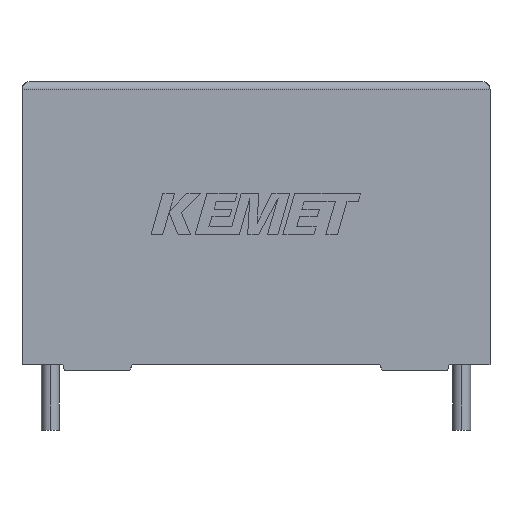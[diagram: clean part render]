
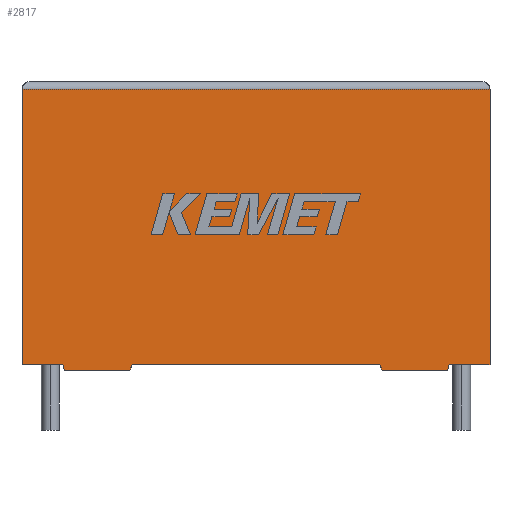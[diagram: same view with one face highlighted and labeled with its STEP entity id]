
A CAD part, top view. The second image highlights one B-rep face of the part: STEP entity #2817.
In plain terms, the highlighted planar face has unit normal (0, 0, 1).
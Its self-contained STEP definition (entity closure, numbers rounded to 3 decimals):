
#2 = VECTOR ( 'NONE', #2055, 1000. ) ;
#23 = VERTEX_POINT ( 'NONE', #2421 ) ;
#25 = DIRECTION ( 'NONE',  ( 0., -1., 0. ) ) ;
#43 = CARTESIAN_POINT ( 'NONE',  ( 0., 0., 9.3 ) ) ;
#62 = EDGE_LOOP ( 'NONE', ( #637, #2175, #1607, #2470, #3201, #1468, #2251, #3239, #1747, #1002, #3241, #1835 ) ) ;
#90 = CARTESIAN_POINT ( 'NONE',  ( 2.864, -0.386, 9.3 ) ) ;
#119 = VECTOR ( 'NONE', #2091, 1000. ) ;
#125 = CARTESIAN_POINT ( 'NONE',  ( 2.714, 0., 9.3 ) ) ;
#230 = VECTOR ( 'NONE', #3021, 1000. ) ;
#251 = EDGE_CURVE ( 'NONE', #1117, #1480, #2429, .T. ) ;
#265 = CARTESIAN_POINT ( 'NONE',  ( 2.864, -0.386, 9.3 ) ) ;
#266 = LINE ( 'NONE', #2033, #2 ) ;
#268 = CARTESIAN_POINT ( 'NONE',  ( 0., 0., 9.3 ) ) ;
#363 = DIRECTION ( 'NONE',  ( 1., 0., 0. ) ) ;
#381 = LINE ( 'NONE', #1506, #2971 ) ;
#390 = AXIS2_PLACEMENT_3D ( 'NONE', #531, #1290, #2290 ) ;
#391 = VERTEX_POINT ( 'NONE', #2377 ) ;
#424 = VECTOR ( 'NONE', #2315, 1000. ) ;
#469 = LINE ( 'NONE', #90, #1180 ) ;
#471 = VECTOR ( 'NONE', #1811, 1000. ) ;
#477 = DIRECTION ( 'NONE',  ( 1., 0., 0. ) ) ;
#498 = VECTOR ( 'NONE', #2793, 1000. ) ;
#511 = CARTESIAN_POINT ( 'NONE',  ( 31.3, 18.414, 9.3 ) ) ;
#531 = CARTESIAN_POINT ( 'NONE',  ( 0., 0., 9.3 ) ) ;
#545 = LINE ( 'NONE', #628, #784 ) ;
#580 = LINE ( 'NONE', #2039, #498 ) ;
#613 = VERTEX_POINT ( 'NONE', #511 ) ;
#628 = CARTESIAN_POINT ( 'NONE',  ( 0., 0., 9.3 ) ) ;
#630 = LINE ( 'NONE', #1242, #1057 ) ;
#637 = ORIENTED_EDGE ( 'NONE', *, *, #2363, .T. ) ;
#679 = EDGE_CURVE ( 'NONE', #2365, #2982, #630, .T. ) ;
#718 = EDGE_CURVE ( 'NONE', #2760, #2844, #381, .T. ) ;
#784 = VECTOR ( 'NONE', #363, 1000. ) ;
#912 = VERTEX_POINT ( 'NONE', #268 ) ;
#1002 = ORIENTED_EDGE ( 'NONE', *, *, #2186, .F. ) ;
#1057 = VECTOR ( 'NONE', #2000, 1000. ) ;
#1117 = VERTEX_POINT ( 'NONE', #125 ) ;
#1139 = VECTOR ( 'NONE', #3210, 1000. ) ;
#1180 = VECTOR ( 'NONE', #1396, 1000. ) ;
#1242 = CARTESIAN_POINT ( 'NONE',  ( 28.586, 0., 9.3 ) ) ;
#1260 = CARTESIAN_POINT ( 'NONE',  ( 7.365, 0., 9.3 ) ) ;
#1290 = DIRECTION ( 'NONE',  ( 0., 0., -1. ) ) ;
#1331 = LINE ( 'NONE', #2601, #424 ) ;
#1396 = DIRECTION ( 'NONE',  ( 1., 0., 0. ) ) ;
#1428 = CARTESIAN_POINT ( 'NONE',  ( 0., 18.414, 9.3 ) ) ;
#1468 = ORIENTED_EDGE ( 'NONE', *, *, #1712, .T. ) ;
#1480 = VERTEX_POINT ( 'NONE', #265 ) ;
#1506 = CARTESIAN_POINT ( 'NONE',  ( 0., 0., 9.3 ) ) ;
#1515 = PLANE ( 'NONE',  #390 ) ;
#1572 = EDGE_CURVE ( 'NONE', #1887, #912, #3054, .T. ) ;
#1607 = ORIENTED_EDGE ( 'NONE', *, *, #1572, .T. ) ;
#1642 = EDGE_CURVE ( 'NONE', #613, #1887, #2465, .T. ) ;
#1712 = EDGE_CURVE ( 'NONE', #1480, #23, #469, .T. ) ;
#1747 = ORIENTED_EDGE ( 'NONE', *, *, #2287, .F. ) ;
#1777 = LINE ( 'NONE', #3055, #230 ) ;
#1796 = CARTESIAN_POINT ( 'NONE',  ( 23.936, 0., 9.3 ) ) ;
#1811 = DIRECTION ( 'NONE',  ( 0.362, -0.932, 0. ) ) ;
#1823 = CARTESIAN_POINT ( 'NONE',  ( 0., 18.414, 9.3 ) ) ;
#1835 = ORIENTED_EDGE ( 'NONE', *, *, #2684, .T. ) ;
#1839 = VERTEX_POINT ( 'NONE', #1907 ) ;
#1887 = VERTEX_POINT ( 'NONE', #1428 ) ;
#1907 = CARTESIAN_POINT ( 'NONE',  ( 31.3, 0., 9.3 ) ) ;
#2000 = DIRECTION ( 'NONE',  ( -0.362, -0.932, 0. ) ) ;
#2005 = LINE ( 'NONE', #2454, #1139 ) ;
#2033 = CARTESIAN_POINT ( 'NONE',  ( 24.086, -0.386, 9.3 ) ) ;
#2039 = CARTESIAN_POINT ( 'NONE',  ( 7.215, -0.386, 9.3 ) ) ;
#2055 = DIRECTION ( 'NONE',  ( -0.362, 0.932, 0. ) ) ;
#2091 = DIRECTION ( 'NONE',  ( -1., 0., 0. ) ) ;
#2175 = ORIENTED_EDGE ( 'NONE', *, *, #1642, .T. ) ;
#2186 = EDGE_CURVE ( 'NONE', #2982, #391, #1777, .T. ) ;
#2251 = ORIENTED_EDGE ( 'NONE', *, *, #2856, .T. ) ;
#2287 = EDGE_CURVE ( 'NONE', #391, #2844, #266, .T. ) ;
#2290 = DIRECTION ( 'NONE',  ( -1., 0., 0. ) ) ;
#2302 = VECTOR ( 'NONE', #25, 1000. ) ;
#2315 = DIRECTION ( 'NONE',  ( 0., 1., 0. ) ) ;
#2363 = EDGE_CURVE ( 'NONE', #1839, #613, #1331, .T. ) ;
#2365 = VERTEX_POINT ( 'NONE', #2837 ) ;
#2377 = CARTESIAN_POINT ( 'NONE',  ( 24.086, -0.386, 9.3 ) ) ;
#2420 = EDGE_CURVE ( 'NONE', #912, #1117, #545, .T. ) ;
#2421 = CARTESIAN_POINT ( 'NONE',  ( 7.215, -0.386, 9.3 ) ) ;
#2429 = LINE ( 'NONE', #2534, #471 ) ;
#2454 = CARTESIAN_POINT ( 'NONE',  ( 0., 0., 9.3 ) ) ;
#2465 = LINE ( 'NONE', #1823, #119 ) ;
#2470 = ORIENTED_EDGE ( 'NONE', *, *, #2420, .T. ) ;
#2534 = CARTESIAN_POINT ( 'NONE',  ( 2.714, 0., 9.3 ) ) ;
#2570 = CARTESIAN_POINT ( 'NONE',  ( 28.436, -0.386, 9.3 ) ) ;
#2601 = CARTESIAN_POINT ( 'NONE',  ( 31.3, 0., 9.3 ) ) ;
#2684 = EDGE_CURVE ( 'NONE', #2365, #1839, #2005, .T. ) ;
#2760 = VERTEX_POINT ( 'NONE', #1260 ) ;
#2793 = DIRECTION ( 'NONE',  ( 0.362, 0.932, 0. ) ) ;
#2817 = ADVANCED_FACE ( 'NONE', ( #2969 ), #1515, .F. ) ;
#2837 = CARTESIAN_POINT ( 'NONE',  ( 28.586, 0., 9.3 ) ) ;
#2844 = VERTEX_POINT ( 'NONE', #1796 ) ;
#2856 = EDGE_CURVE ( 'NONE', #23, #2760, #580, .T. ) ;
#2969 = FACE_OUTER_BOUND ( 'NONE', #62, .T. ) ;
#2971 = VECTOR ( 'NONE', #477, 1000. ) ;
#2982 = VERTEX_POINT ( 'NONE', #2570 ) ;
#3021 = DIRECTION ( 'NONE',  ( -1., 0., 0. ) ) ;
#3054 = LINE ( 'NONE', #43, #2302 ) ;
#3055 = CARTESIAN_POINT ( 'NONE',  ( 28.436, -0.386, 9.3 ) ) ;
#3201 = ORIENTED_EDGE ( 'NONE', *, *, #251, .T. ) ;
#3210 = DIRECTION ( 'NONE',  ( 1., 0., 0. ) ) ;
#3239 = ORIENTED_EDGE ( 'NONE', *, *, #718, .T. ) ;
#3241 = ORIENTED_EDGE ( 'NONE', *, *, #679, .F. ) ;
